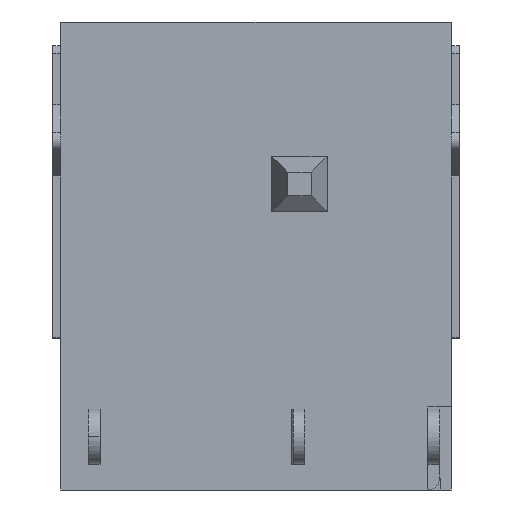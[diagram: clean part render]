
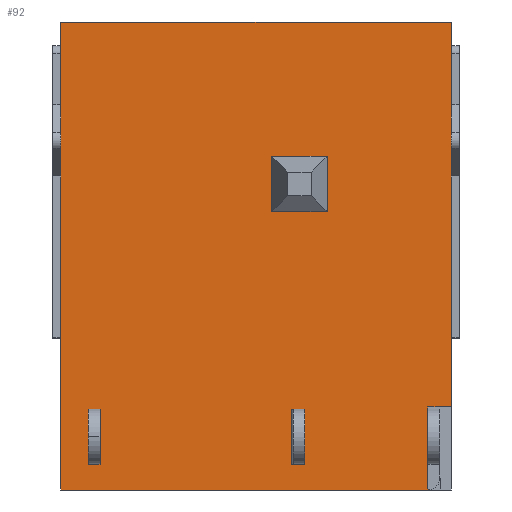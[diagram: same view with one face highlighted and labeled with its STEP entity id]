
A CAD part, front view. The second image highlights one B-rep face of the part: STEP entity #92.
In plain terms, the highlighted planar face has unit normal (0, -1, 0).
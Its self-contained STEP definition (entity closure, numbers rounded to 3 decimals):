
#92=ADVANCED_FACE('',(#402,#403,#404,#405),#406,.T.);
#402=FACE_OUTER_BOUND('',#932,.T.);
#403=FACE_BOUND('',#933,.T.);
#404=FACE_BOUND('',#934,.T.);
#405=FACE_BOUND('',#935,.T.);
#406=PLANE('',#936);
#932=EDGE_LOOP('',(#1781,#1782,#1783,#1784,#1785,#1786,#1787,#1788,#1789,#1790,#1791,#1792,#1793,#1794,#1795,#1796,#1797,#1798,#1799,#1800));
#933=EDGE_LOOP('',(#1801,#1802,#1803,#1804));
#934=EDGE_LOOP('',(#1805,#1806,#1807,#1808));
#935=EDGE_LOOP('',(#1809,#1810,#1811,#1812));
#936=AXIS2_PLACEMENT_3D('',#1813,#1814,#1815);
#1781=ORIENTED_EDGE('',*,*,#3728,.T.);
#1782=ORIENTED_EDGE('',*,*,#3825,.F.);
#1783=ORIENTED_EDGE('',*,*,#3742,.T.);
#1784=ORIENTED_EDGE('',*,*,#3791,.T.);
#1785=ORIENTED_EDGE('',*,*,#3798,.F.);
#1786=ORIENTED_EDGE('',*,*,#3805,.T.);
#1787=ORIENTED_EDGE('',*,*,#3826,.T.);
#1788=ORIENTED_EDGE('',*,*,#3827,.T.);
#1789=ORIENTED_EDGE('',*,*,#3828,.T.);
#1790=ORIENTED_EDGE('',*,*,#3829,.T.);
#1791=ORIENTED_EDGE('',*,*,#3830,.T.);
#1792=ORIENTED_EDGE('',*,*,#3831,.F.);
#1793=ORIENTED_EDGE('',*,*,#3832,.F.);
#1794=ORIENTED_EDGE('',*,*,#3833,.T.);
#1795=ORIENTED_EDGE('',*,*,#3834,.F.);
#1796=ORIENTED_EDGE('',*,*,#3835,.F.);
#1797=ORIENTED_EDGE('',*,*,#3836,.F.);
#1798=ORIENTED_EDGE('',*,*,#3720,.F.);
#1799=ORIENTED_EDGE('',*,*,#3734,.T.);
#1800=ORIENTED_EDGE('',*,*,#3837,.T.);
#1801=ORIENTED_EDGE('',*,*,#3821,.T.);
#1802=ORIENTED_EDGE('',*,*,#3838,.F.);
#1803=ORIENTED_EDGE('',*,*,#3839,.F.);
#1804=ORIENTED_EDGE('',*,*,#3840,.T.);
#1805=ORIENTED_EDGE('',*,*,#3841,.F.);
#1806=ORIENTED_EDGE('',*,*,#3842,.F.);
#1807=ORIENTED_EDGE('',*,*,#3843,.T.);
#1808=ORIENTED_EDGE('',*,*,#3844,.F.);
#1809=ORIENTED_EDGE('',*,*,#3845,.F.);
#1810=ORIENTED_EDGE('',*,*,#3846,.F.);
#1811=ORIENTED_EDGE('',*,*,#3847,.F.);
#1812=ORIENTED_EDGE('',*,*,#3848,.F.);
#1813=CARTESIAN_POINT('',(-6.25,0.0,0.0));
#1814=DIRECTION('',(0.0,-1.0,0.0));
#1815=DIRECTION('',(0.0,0.0,-1.0));
#3720=EDGE_CURVE('',#4550,#4551,#4552,.T.);
#3728=EDGE_CURVE('',#4566,#4564,#4567,.T.);
#3734=EDGE_CURVE('',#4550,#4576,#4578,.T.);
#3742=EDGE_CURVE('',#4592,#4590,#4593,.T.);
#3791=EDGE_CURVE('',#4590,#4672,#4673,.T.);
#3798=EDGE_CURVE('',#4683,#4672,#4686,.T.);
#3805=EDGE_CURVE('',#4683,#4696,#4698,.T.);
#3821=EDGE_CURVE('',#4723,#4725,#4727,.T.);
#3825=EDGE_CURVE('',#4592,#4564,#4733,.T.);
#3826=EDGE_CURVE('',#4696,#4734,#4735,.T.);
#3827=EDGE_CURVE('',#4734,#4736,#4737,.T.);
#3828=EDGE_CURVE('',#4736,#4738,#4739,.T.);
#3829=EDGE_CURVE('',#4738,#4740,#4741,.T.);
#3830=EDGE_CURVE('',#4740,#4742,#4743,.T.);
#3831=EDGE_CURVE('',#4744,#4742,#4745,.T.);
#3832=EDGE_CURVE('',#4746,#4744,#4747,.T.);
#3833=EDGE_CURVE('',#4746,#4748,#4749,.T.);
#3834=EDGE_CURVE('',#4750,#4748,#4751,.T.);
#3835=EDGE_CURVE('',#4752,#4750,#4753,.T.);
#3836=EDGE_CURVE('',#4551,#4752,#4754,.T.);
#3837=EDGE_CURVE('',#4576,#4566,#4755,.T.);
#3838=EDGE_CURVE('',#4756,#4725,#4757,.T.);
#3839=EDGE_CURVE('',#4758,#4756,#4759,.T.);
#3840=EDGE_CURVE('',#4758,#4723,#4760,.T.);
#3841=EDGE_CURVE('',#4761,#4762,#4763,.T.);
#3842=EDGE_CURVE('',#4764,#4761,#4765,.T.);
#3843=EDGE_CURVE('',#4764,#4766,#4767,.T.);
#3844=EDGE_CURVE('',#4762,#4766,#4768,.T.);
#3845=EDGE_CURVE('',#4769,#4770,#4771,.T.);
#3846=EDGE_CURVE('',#4772,#4769,#4773,.T.);
#3847=EDGE_CURVE('',#4774,#4772,#4775,.T.);
#3848=EDGE_CURVE('',#4770,#4774,#4776,.T.);
#4550=VERTEX_POINT('',#5888);
#4551=VERTEX_POINT('',#5889);
#4552=LINE('',#5890,#5891);
#4564=VERTEX_POINT('',#5907);
#4566=VERTEX_POINT('',#5910);
#4567=LINE('',#5911,#5912);
#4576=VERTEX_POINT('',#5924);
#4578=LINE('',#5927,#5928);
#4590=VERTEX_POINT('',#5946);
#4592=VERTEX_POINT('',#5949);
#4593=LINE('',#5950,#5951);
#4672=VERTEX_POINT('',#6065);
#4673=LINE('',#6066,#6067);
#4683=VERTEX_POINT('',#6081);
#4686=LINE('',#6085,#6086);
#4696=VERTEX_POINT('',#6100);
#4698=LINE('',#6103,#6104);
#4723=VERTEX_POINT('',#6141);
#4725=VERTEX_POINT('',#6144);
#4727=LINE('',#6147,#6148);
#4733=LINE('',#6157,#6158);
#4734=VERTEX_POINT('',#6159);
#4735=LINE('',#6160,#6161);
#4736=VERTEX_POINT('',#6162);
#4737=LINE('',#6163,#6164);
#4738=VERTEX_POINT('',#6165);
#4739=LINE('',#6166,#6167);
#4740=VERTEX_POINT('',#6168);
#4741=LINE('',#6169,#6170);
#4742=VERTEX_POINT('',#6171);
#4743=LINE('',#6172,#6173);
#4744=VERTEX_POINT('',#6174);
#4745=LINE('',#6175,#6176);
#4746=VERTEX_POINT('',#6177);
#4747=LINE('',#6178,#6179);
#4748=VERTEX_POINT('',#6180);
#4749=LINE('',#6181,#6182);
#4750=VERTEX_POINT('',#6183);
#4751=LINE('',#6184,#6185);
#4752=VERTEX_POINT('',#6186);
#4753=LINE('',#6187,#6188);
#4754=LINE('',#6189,#6190);
#4755=LINE('',#6191,#6192);
#4756=VERTEX_POINT('',#6193);
#4757=LINE('',#6194,#6195);
#4758=VERTEX_POINT('',#6196);
#4759=LINE('',#6197,#6198);
#4760=LINE('',#6199,#6200);
#4761=VERTEX_POINT('',#6201);
#4762=VERTEX_POINT('',#6202);
#4763=LINE('',#6203,#6204);
#4764=VERTEX_POINT('',#6205);
#4765=LINE('',#6206,#6207);
#4766=VERTEX_POINT('',#6208);
#4767=LINE('',#6209,#6210);
#4768=LINE('',#6211,#6212);
#4769=VERTEX_POINT('',#6213);
#4770=VERTEX_POINT('',#6214);
#4771=LINE('',#6215,#6216);
#4772=VERTEX_POINT('',#6217);
#4773=LINE('',#6218,#6219);
#4774=VERTEX_POINT('',#6220);
#4775=LINE('',#6221,#6222);
#4776=LINE('',#6223,#6224);
#5888=CARTESIAN_POINT('',(-6.05,0.0,0.0));
#5889=CARTESIAN_POINT('',(3.85,0.0,0.0));
#5890=CARTESIAN_POINT('',(-6.05,0.0,0.0));
#5891=VECTOR('',#7856,9.9);
#5907=CARTESIAN_POINT('',(-6.05,0.0,-7.998));
#5910=CARTESIAN_POINT('',(-6.05,0.0,-3.899));
#5911=CARTESIAN_POINT('',(-6.05,0.0,-3.899));
#5912=VECTOR('',#7868,4.099);
#5924=CARTESIAN_POINT('',(-6.05,0.0,-2.099));
#5927=CARTESIAN_POINT('',(-6.05,0.0,0.0));
#5928=VECTOR('',#7876,2.099);
#5946=CARTESIAN_POINT('',(-6.25,0.0,-8.005));
#5949=CARTESIAN_POINT('',(-6.25,0.0,-7.998));
#5950=CARTESIAN_POINT('',(-6.25,0.0,-7.998));
#5951=VECTOR('',#7884,0.007);
#6065=CARTESIAN_POINT('',(-6.05,0.0,-8.005));
#6066=CARTESIAN_POINT('',(-6.25,0.0,-8.005));
#6067=VECTOR('',#7959,0.2);
#6081=CARTESIAN_POINT('',(-6.05,0.0,-11.85));
#6085=CARTESIAN_POINT('',(-6.05,0.0,-11.85));
#6086=VECTOR('',#7968,3.845);
#6100=CARTESIAN_POINT('',(3.25,0.0,-11.85));
#6103=CARTESIAN_POINT('',(-6.05,0.0,-11.85));
#6104=VECTOR('',#7977,9.3);
#6141=CARTESIAN_POINT('',(-5.05,0.0,-11.2));
#6144=CARTESIAN_POINT('',(-5.35,0.0,-11.2));
#6147=CARTESIAN_POINT('',(-5.05,0.0,-11.2));
#6148=VECTOR('',#7995,0.3);
#6157=CARTESIAN_POINT('',(-6.25,0.0,-7.998));
#6158=VECTOR('',#7999,0.2);
#6159=CARTESIAN_POINT('',(3.25,0.0,-11.2));
#6160=CARTESIAN_POINT('',(3.25,0.0,-11.85));
#6161=VECTOR('',#8000,0.65);
#6162=CARTESIAN_POINT('',(3.25,0.0,-9.8));
#6163=CARTESIAN_POINT('',(3.25,0.0,-11.2));
#6164=VECTOR('',#8001,1.4);
#6165=CARTESIAN_POINT('',(3.25,0.0,-9.748));
#6166=CARTESIAN_POINT('',(3.25,0.0,-9.8));
#6167=VECTOR('',#8002,0.052);
#6168=CARTESIAN_POINT('',(3.85,0.0,-9.748));
#6169=CARTESIAN_POINT('',(3.25,0.0,-9.748));
#6170=VECTOR('',#8003,0.6);
#6171=CARTESIAN_POINT('',(3.85,0.0,-8.005));
#6172=CARTESIAN_POINT('',(3.85,0.0,-9.748));
#6173=VECTOR('',#8004,1.743);
#6174=CARTESIAN_POINT('',(4.05,0.0,-8.005));
#6175=CARTESIAN_POINT('',(4.05,0.0,-8.005));
#6176=VECTOR('',#8005,0.2);
#6177=CARTESIAN_POINT('',(4.05,0.0,-7.998));
#6178=CARTESIAN_POINT('',(4.05,0.0,-7.998));
#6179=VECTOR('',#8006,0.007);
#6180=CARTESIAN_POINT('',(3.85,0.0,-7.998));
#6181=CARTESIAN_POINT('',(4.05,0.0,-7.998));
#6182=VECTOR('',#8007,0.2);
#6183=CARTESIAN_POINT('',(3.85,0.0,-3.899));
#6184=CARTESIAN_POINT('',(3.85,0.0,-3.899));
#6185=VECTOR('',#8008,4.099);
#6186=CARTESIAN_POINT('',(3.85,0.0,-2.099));
#6187=CARTESIAN_POINT('',(3.85,0.0,-2.099));
#6188=VECTOR('',#8009,1.8);
#6189=CARTESIAN_POINT('',(3.85,0.0,0.0));
#6190=VECTOR('',#8010,2.099);
#6191=CARTESIAN_POINT('',(-6.05,0.0,-2.099));
#6192=VECTOR('',#8011,1.8);
#6193=CARTESIAN_POINT('',(-5.35,0.0,-9.8));
#6194=CARTESIAN_POINT('',(-5.35,0.0,-9.8));
#6195=VECTOR('',#8012,1.4);
#6196=CARTESIAN_POINT('',(-5.05,0.0,-9.8));
#6197=CARTESIAN_POINT('',(-5.05,0.0,-9.8));
#6198=VECTOR('',#8013,0.3);
#6199=CARTESIAN_POINT('',(-5.05,0.0,-9.8));
#6200=VECTOR('',#8014,1.4);
#6201=CARTESIAN_POINT('',(-0.21,0.0,-9.8));
#6202=CARTESIAN_POINT('',(-0.21,0.0,-11.2));
#6203=CARTESIAN_POINT('',(-0.21,0.0,-9.8));
#6204=VECTOR('',#8015,1.4);
#6205=CARTESIAN_POINT('',(0.136,0.0,-9.8));
#6206=CARTESIAN_POINT('',(0.136,0.0,-9.8));
#6207=VECTOR('',#8016,0.346);
#6208=CARTESIAN_POINT('',(0.136,0.0,-11.2));
#6209=CARTESIAN_POINT('',(0.136,0.0,-9.8));
#6210=VECTOR('',#8017,1.4);
#6211=CARTESIAN_POINT('',(-0.21,0.0,-11.2));
#6212=VECTOR('',#8018,0.346);
#6213=CARTESIAN_POINT('',(-0.7,0.0,-4.8));
#6214=CARTESIAN_POINT('',(0.7,0.0,-4.8));
#6215=CARTESIAN_POINT('',(-0.7,0.0,-4.8));
#6216=VECTOR('',#8019,1.4);
#6217=CARTESIAN_POINT('',(-0.7,0.0,-3.4));
#6218=CARTESIAN_POINT('',(-0.7,0.0,-3.4));
#6219=VECTOR('',#8020,1.4);
#6220=CARTESIAN_POINT('',(0.7,0.0,-3.4));
#6221=CARTESIAN_POINT('',(0.7,0.0,-3.4));
#6222=VECTOR('',#8021,1.4);
#6223=CARTESIAN_POINT('',(0.7,0.0,-4.8));
#6224=VECTOR('',#8022,1.4);
#7856=DIRECTION('',(1.0,0.0,0.0));
#7868=DIRECTION('',(0.0,0.0,-1.0));
#7876=DIRECTION('',(0.0,0.0,-1.0));
#7884=DIRECTION('',(0.0,0.0,-1.0));
#7959=DIRECTION('',(1.0,0.0,0.));
#7968=DIRECTION('',(0.0,0.0,1.0));
#7977=DIRECTION('',(1.0,0.0,0.0));
#7995=DIRECTION('',(-1.0,0.0,0.0));
#7999=DIRECTION('',(1.0,0.0,0.0));
#8000=DIRECTION('',(0.0,0.0,1.0));
#8001=DIRECTION('',(0.0,0.0,1.0));
#8002=DIRECTION('',(0.0,0.0,1.0));
#8003=DIRECTION('',(1.0,0.0,0.0));
#8004=DIRECTION('',(0.0,0.0,1.0));
#8005=DIRECTION('',(-1.0,0.0,0.0));
#8006=DIRECTION('',(0.,0.0,-1.0));
#8007=DIRECTION('',(-1.0,0.0,0.0));
#8008=DIRECTION('',(0.0,0.0,-1.0));
#8009=DIRECTION('',(0.0,0.0,-1.0));
#8010=DIRECTION('',(0.0,0.0,-1.0));
#8011=DIRECTION('',(0.0,0.0,-1.0));
#8012=DIRECTION('',(0.0,0.0,-1.0));
#8013=DIRECTION('',(-1.0,0.0,0.0));
#8014=DIRECTION('',(0.0,0.0,-1.0));
#8015=DIRECTION('',(0.0,0.0,-1.0));
#8016=DIRECTION('',(-1.0,0.,0.0));
#8017=DIRECTION('',(0.0,0.0,-1.0));
#8018=DIRECTION('',(1.0,0.,0.0));
#8019=DIRECTION('',(1.0,0.0,0.0));
#8020=DIRECTION('',(0.0,0.0,-1.0));
#8021=DIRECTION('',(-1.0,0.0,0.0));
#8022=DIRECTION('',(0.0,0.0,1.0));
